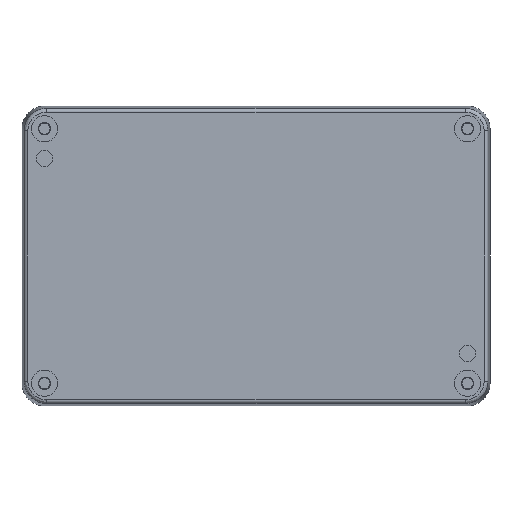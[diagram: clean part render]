
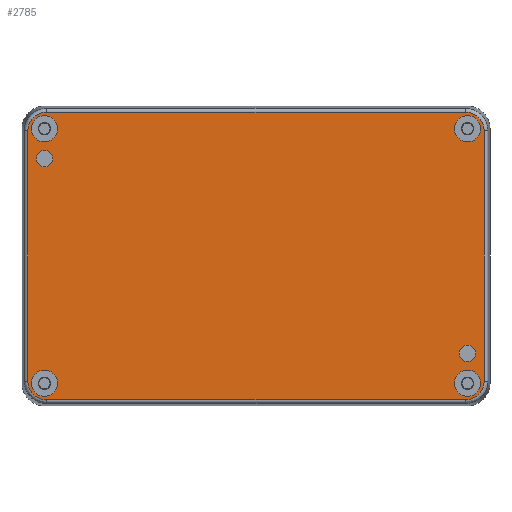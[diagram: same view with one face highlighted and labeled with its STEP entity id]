
A CAD part, front view. The second image highlights one B-rep face of the part: STEP entity #2785.
In plain terms, the highlighted planar face has unit normal (0, -1, 0).
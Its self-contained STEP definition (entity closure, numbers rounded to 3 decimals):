
#43=CARTESIAN_POINT('',(-56.5,0.,26.));
#44=DIRECTION('',(0.,-1.,0.));
#45=DIRECTION('',(1.,0.,0.));
#46=AXIS2_PLACEMENT_3D('',#43,#44,#45);
#52=CARTESIAN_POINT('',(-56.5,0.,26.));
#53=DIRECTION('',(0.,-1.,0.));
#54=DIRECTION('',(-1.,0.,0.));
#55=AXIS2_PLACEMENT_3D('',#52,#53,#54);
#60=CARTESIAN_POINT('',(56.5,0.,-26.));
#61=DIRECTION('',(0.,-1.,0.));
#62=DIRECTION('',(-1.,0.,0.));
#63=AXIS2_PLACEMENT_3D('',#60,#61,#62);
#68=CARTESIAN_POINT('',(56.5,0.,-26.));
#69=DIRECTION('',(0.,-1.,0.));
#70=DIRECTION('',(1.,0.,0.));
#71=AXIS2_PLACEMENT_3D('',#68,#69,#70);
#76=CARTESIAN_POINT('',(56.5,0.,-34.));
#77=DIRECTION('',(0.,-1.,0.));
#78=DIRECTION('',(1.,0.,0.));
#79=AXIS2_PLACEMENT_3D('',#76,#77,#78);
#84=CARTESIAN_POINT('',(56.5,0.,-34.));
#85=DIRECTION('',(0.,-1.,0.));
#86=DIRECTION('',(-1.,0.,0.));
#87=AXIS2_PLACEMENT_3D('',#84,#85,#86);
#92=CARTESIAN_POINT('',(-56.5,0.,-34.));
#93=DIRECTION('',(0.,-1.,0.));
#94=DIRECTION('',(1.,0.,0.));
#95=AXIS2_PLACEMENT_3D('',#92,#93,#94);
#100=CARTESIAN_POINT('',(-56.5,0.,-34.));
#101=DIRECTION('',(0.,-1.,0.));
#102=DIRECTION('',(-1.,0.,0.));
#103=AXIS2_PLACEMENT_3D('',#100,#101,#102);
#108=CARTESIAN_POINT('',(-56.5,0.,34.));
#109=DIRECTION('',(0.,-1.,0.));
#110=DIRECTION('',(1.,0.,0.));
#111=AXIS2_PLACEMENT_3D('',#108,#109,#110);
#116=CARTESIAN_POINT('',(-56.5,0.,34.));
#117=DIRECTION('',(0.,-1.,0.));
#118=DIRECTION('',(-1.,0.,0.));
#119=AXIS2_PLACEMENT_3D('',#116,#117,#118);
#124=CARTESIAN_POINT('',(56.5,0.,34.));
#125=DIRECTION('',(0.,-1.,0.));
#126=DIRECTION('',(1.,0.,0.));
#127=AXIS2_PLACEMENT_3D('',#124,#125,#126);
#132=CARTESIAN_POINT('',(56.5,0.,34.));
#133=DIRECTION('',(0.,-1.,0.));
#134=DIRECTION('',(-1.,0.,0.));
#135=AXIS2_PLACEMENT_3D('',#132,#133,#134);
#140=DIRECTION('',(-1.,0.,0.));
#141=VECTOR('',#140,111.856);
#142=CARTESIAN_POINT('',(55.928,0.,38.427));
#143=LINE('',#142,#141);
#147=CARTESIAN_POINT('',(60.927,0.,33.428));
#148=CARTESIAN_POINT('',(60.927,0.,33.807));
#149=CARTESIAN_POINT('',(60.844,0.,
34.545));
#150=CARTESIAN_POINT('',(60.471,0.,35.615));
#151=CARTESIAN_POINT('',(59.87,0.,
36.571));
#152=CARTESIAN_POINT('',(59.071,0.,
37.37));
#153=CARTESIAN_POINT('',(58.115,0.,37.971));
#154=CARTESIAN_POINT('',(57.045,0.,
38.344));
#155=CARTESIAN_POINT('',(56.307,0.,38.427));
#156=CARTESIAN_POINT('',(55.928,0.,38.427));
#161=DIRECTION('',(0.,0.,1.));
#162=VECTOR('',#161,66.856);
#163=CARTESIAN_POINT('',(60.927,0.,
-33.428));
#164=LINE('',#163,#162);
#168=CARTESIAN_POINT('',(55.928,0.,
-38.427));
#169=CARTESIAN_POINT('',(56.307,0.,
-38.427));
#170=CARTESIAN_POINT('',(57.045,0.,
-38.344));
#171=CARTESIAN_POINT('',(58.115,0.,
-37.971));
#172=CARTESIAN_POINT('',(59.071,0.,
-37.37));
#173=CARTESIAN_POINT('',(59.87,0.,
-36.571));
#174=CARTESIAN_POINT('',(60.471,0.,
-35.615));
#175=CARTESIAN_POINT('',(60.844,0.,
-34.545));
#176=CARTESIAN_POINT('',(60.927,0.,
-33.807));
#177=CARTESIAN_POINT('',(60.927,0.,
-33.428));
#182=DIRECTION('',(1.,0.,0.));
#183=VECTOR('',#182,111.856);
#184=CARTESIAN_POINT('',(-55.928,0.,
-38.427));
#185=LINE('',#184,#183);
#189=CARTESIAN_POINT('',(-60.927,0.,
-33.428));
#190=CARTESIAN_POINT('',(-60.927,0.,
-33.807));
#191=CARTESIAN_POINT('',(-60.844,0.,
-34.545));
#192=CARTESIAN_POINT('',(-60.471,0.,
-35.615));
#193=CARTESIAN_POINT('',(-59.87,0.,
-36.571));
#194=CARTESIAN_POINT('',(-59.071,0.,
-37.37));
#195=CARTESIAN_POINT('',(-58.115,0.,
-37.971));
#196=CARTESIAN_POINT('',(-57.045,0.,
-38.344));
#197=CARTESIAN_POINT('',(-56.307,0.,
-38.427));
#198=CARTESIAN_POINT('',(-55.928,0.,
-38.427));
#203=DIRECTION('',(0.,0.,-1.));
#204=VECTOR('',#203,66.856);
#205=CARTESIAN_POINT('',(-60.927,0.,
33.428));
#206=LINE('',#205,#204);
#210=CARTESIAN_POINT('',(-55.928,0.,
38.427));
#211=CARTESIAN_POINT('',(-56.307,0.,
38.427));
#212=CARTESIAN_POINT('',(-57.045,0.,
38.344));
#213=CARTESIAN_POINT('',(-58.115,0.,
37.971));
#214=CARTESIAN_POINT('',(-59.071,0.,
37.37));
#215=CARTESIAN_POINT('',(-59.87,0.,
36.571));
#216=CARTESIAN_POINT('',(-60.471,0.,
35.615));
#217=CARTESIAN_POINT('',(-60.844,0.,
34.545));
#218=CARTESIAN_POINT('',(-60.927,0.,
33.807));
#219=CARTESIAN_POINT('',(-60.927,0.,
33.428));
#2380=CARTESIAN_POINT('',(-54.3,0.,26.));
#2381=CARTESIAN_POINT('',(-58.7,0.,26.));
#2382=VERTEX_POINT('',#2380);
#2383=VERTEX_POINT('',#2381);
#2388=CARTESIAN_POINT('',(54.3,0.,-26.));
#2389=CARTESIAN_POINT('',(58.7,0.,-26.));
#2390=VERTEX_POINT('',#2388);
#2391=VERTEX_POINT('',#2389);
#2424=CARTESIAN_POINT('',(55.928,0.,
38.427));
#2425=CARTESIAN_POINT('',(-55.928,0.,
38.427));
#2426=VERTEX_POINT('',#2424);
#2427=VERTEX_POINT('',#2425);
#2432=VERTEX_POINT('',#219);
#2434=CARTESIAN_POINT('',(-60.927,0.,
-33.428));
#2435=VERTEX_POINT('',#2434);
#2438=VERTEX_POINT('',#198);
#2440=CARTESIAN_POINT('',(55.928,0.,
-38.427));
#2441=VERTEX_POINT('',#2440);
#2444=VERTEX_POINT('',#177);
#2446=CARTESIAN_POINT('',(60.927,0.,
33.428));
#2447=VERTEX_POINT('',#2446);
#2670=CARTESIAN_POINT('',(60.,0.,-34.));
#2671=CARTESIAN_POINT('',(53.,0.,-34.));
#2672=VERTEX_POINT('',#2670);
#2673=VERTEX_POINT('',#2671);
#2674=CARTESIAN_POINT('',(-53.,0.,-34.));
#2675=CARTESIAN_POINT('',(-60.,0.,-34.));
#2676=VERTEX_POINT('',#2674);
#2677=VERTEX_POINT('',#2675);
#2678=CARTESIAN_POINT('',(-53.,0.,34.));
#2679=CARTESIAN_POINT('',(-60.,0.,34.));
#2680=VERTEX_POINT('',#2678);
#2681=VERTEX_POINT('',#2679);
#2682=CARTESIAN_POINT('',(60.,0.,34.));
#2683=CARTESIAN_POINT('',(53.,0.,34.));
#2684=VERTEX_POINT('',#2682);
#2685=VERTEX_POINT('',#2683);
#2726=CARTESIAN_POINT('',(0.,0.,0.));
#2727=DIRECTION('',(0.,1.,0.));
#2728=DIRECTION('',(1.,0.,0.));
#2729=AXIS2_PLACEMENT_3D('',#2726,#2727,#2728);
#2730=PLANE('',#2729);
#2732=ORIENTED_EDGE('',*,*,#2731,.F.);
#2734=ORIENTED_EDGE('',*,*,#2733,.F.);
#2736=ORIENTED_EDGE('',*,*,#2735,.F.);
#2738=ORIENTED_EDGE('',*,*,#2737,.F.);
#2740=ORIENTED_EDGE('',*,*,#2739,.F.);
#2742=ORIENTED_EDGE('',*,*,#2741,.F.);
#2744=ORIENTED_EDGE('',*,*,#2743,.F.);
#2746=ORIENTED_EDGE('',*,*,#2745,.F.);
#2747=EDGE_LOOP('',(#2732,#2734,#2736,#2738,#2740,#2742,#2744,#2746));
#2748=FACE_OUTER_BOUND('',#2747,.F.);
#2750=ORIENTED_EDGE('',*,*,#2749,.T.);
#2752=ORIENTED_EDGE('',*,*,#2751,.T.);
#2753=EDGE_LOOP('',(#2750,#2752));
#2754=FACE_BOUND('',#2753,.F.);
#2756=ORIENTED_EDGE('',*,*,#2755,.T.);
#2758=ORIENTED_EDGE('',*,*,#2757,.T.);
#2759=EDGE_LOOP('',(#2756,#2758));
#2760=FACE_BOUND('',#2759,.F.);
#2762=ORIENTED_EDGE('',*,*,#2761,.T.);
#2764=ORIENTED_EDGE('',*,*,#2763,.T.);
#2765=EDGE_LOOP('',(#2762,#2764));
#2766=FACE_BOUND('',#2765,.F.);
#2768=ORIENTED_EDGE('',*,*,#2767,.T.);
#2770=ORIENTED_EDGE('',*,*,#2769,.T.);
#2771=EDGE_LOOP('',(#2768,#2770));
#2772=FACE_BOUND('',#2771,.F.);
#2774=ORIENTED_EDGE('',*,*,#2773,.T.);
#2776=ORIENTED_EDGE('',*,*,#2775,.T.);
#2777=EDGE_LOOP('',(#2774,#2776));
#2778=FACE_BOUND('',#2777,.F.);
#2780=ORIENTED_EDGE('',*,*,#2779,.T.);
#2782=ORIENTED_EDGE('',*,*,#2781,.T.);
#2783=EDGE_LOOP('',(#2780,#2782));
#2784=FACE_BOUND('',#2783,.F.);
#2785=ADVANCED_FACE('',(#2748,#2754,#2760,#2766,#2772,#2778,#2784),#2730,.F.);
#47=CIRCLE('',#46,2.2);
#56=CIRCLE('',#55,2.2);
#64=CIRCLE('',#63,2.2);
#72=CIRCLE('',#71,2.2);
#80=CIRCLE('',#79,3.5);
#88=CIRCLE('',#87,3.5);
#96=CIRCLE('',#95,3.5);
#104=CIRCLE('',#103,3.5);
#112=CIRCLE('',#111,3.5);
#120=CIRCLE('',#119,3.5);
#128=CIRCLE('',#127,3.5);
#136=CIRCLE('',#135,3.5);
#157=B_SPLINE_CURVE_WITH_KNOTS('',3,(#147,#148,#149,#150,#151,#152,#153,#154,
#155,#156),.UNSPECIFIED.,.F.,.F.,(4,1,1,1,1,1,1,4),(0.,0.143,
0.286,0.429,0.571,0.714,
0.857,1.),.UNSPECIFIED.);
#178=B_SPLINE_CURVE_WITH_KNOTS('',3,(#168,#169,#170,#171,#172,#173,#174,#175,
#176,#177),.UNSPECIFIED.,.F.,.F.,(4,1,1,1,1,1,1,4),(0.,0.143,
0.286,0.429,0.571,0.714,
0.857,1.),.UNSPECIFIED.);
#199=B_SPLINE_CURVE_WITH_KNOTS('',3,(#189,#190,#191,#192,#193,#194,#195,#196,
#197,#198),.UNSPECIFIED.,.F.,.F.,(4,1,1,1,1,1,1,4),(0.,0.143,
0.286,0.429,0.571,0.714,
0.857,1.),.UNSPECIFIED.);
#220=B_SPLINE_CURVE_WITH_KNOTS('',3,(#210,#211,#212,#213,#214,#215,#216,#217,
#218,#219),.UNSPECIFIED.,.F.,.F.,(4,1,1,1,1,1,1,4),(0.,0.143,
0.286,0.429,0.571,0.714,
0.857,1.),.UNSPECIFIED.);
#2731=EDGE_CURVE('',#2426,#2427,#143,.T.);
#2733=EDGE_CURVE('',#2447,#2426,#157,.T.);
#2735=EDGE_CURVE('',#2444,#2447,#164,.T.);
#2737=EDGE_CURVE('',#2441,#2444,#178,.T.);
#2739=EDGE_CURVE('',#2438,#2441,#185,.T.);
#2741=EDGE_CURVE('',#2435,#2438,#199,.T.);
#2743=EDGE_CURVE('',#2432,#2435,#206,.T.);
#2745=EDGE_CURVE('',#2427,#2432,#220,.T.);
#2749=EDGE_CURVE('',#2382,#2383,#47,.T.);
#2751=EDGE_CURVE('',#2383,#2382,#56,.T.);
#2755=EDGE_CURVE('',#2390,#2391,#64,.T.);
#2757=EDGE_CURVE('',#2391,#2390,#72,.T.);
#2761=EDGE_CURVE('',#2672,#2673,#80,.T.);
#2763=EDGE_CURVE('',#2673,#2672,#88,.T.);
#2767=EDGE_CURVE('',#2676,#2677,#96,.T.);
#2769=EDGE_CURVE('',#2677,#2676,#104,.T.);
#2773=EDGE_CURVE('',#2680,#2681,#112,.T.);
#2775=EDGE_CURVE('',#2681,#2680,#120,.T.);
#2779=EDGE_CURVE('',#2684,#2685,#128,.T.);
#2781=EDGE_CURVE('',#2685,#2684,#136,.T.);
